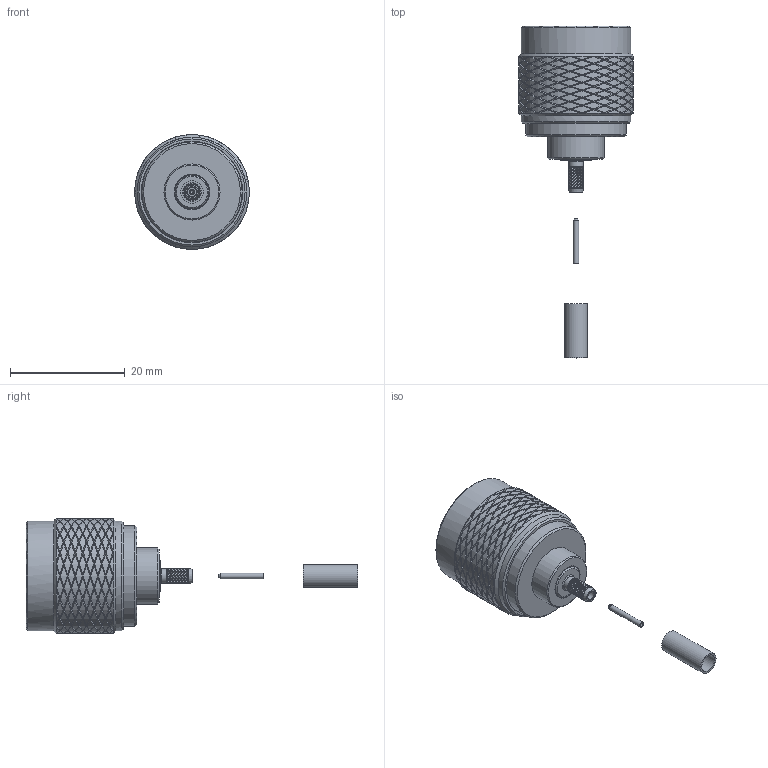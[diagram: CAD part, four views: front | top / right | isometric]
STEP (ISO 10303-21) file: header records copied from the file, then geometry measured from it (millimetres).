
FILE_DESCRIPTION(/* description */ ('Unknown'),/* implementation_level */ '2;1');
FILE_NAME(/* name */ '60445022210321',/* time_stamp */ '2022-03-29T07:27:53+02:00',/* author */ ('Unknown'),/* organization */ ('Unknown'),/* preprocessor_version */ 'ST-DEVELOPER v16.7',/* originating_system */ 'Solid Edge',/* authorisation */ 'Unknown');
FILE_SCHEMA (('AUTOMOTIVE_DESIGN {1 0 10303 214 3 1 1}'));
Products named in the file (1): 60445022210321
Bounding box: 20 x 57.9 x 19.98 mm (x, y, z)
Volume: 4115.3 mm3; surface area: 5439.3 mm2
Topology: 3 solids, 3 shells, 2462 faces, 4965 edges, 2528 vertices
Faces by surface type: bspline 1802, cylinder 513, plane 121, cone 23, torus 3
Full cylindrical faces by diameter (mm): 0.6 x1, 0.8 x1, 0.9 x1, 0.95 x1, 1.6 x1, 1.65 x1, 2 x1, 2.1 x1, 2.15 x1, 2.55 x1, 3.2 x1, 3.9 x1, 5.7 x1, 5.83 x1, 6 x1, 7 x1, 8 x1, 8.2 x1, 9.8 x1, 16.5 x3, 17.5 x2, 17.7 x2, 18 x1, 19.1 x2
Entity records: 120533 total; most frequent: CARTESIAN_POINT 72320, ORIENTED_EDGE 9750, EDGE_CURVE 4875, FACE_BOUND 2537, EDGE_LOOP 2535, VERTEX_POINT 2496, ADVANCED_FACE 2460, STYLED_ITEM 2452
